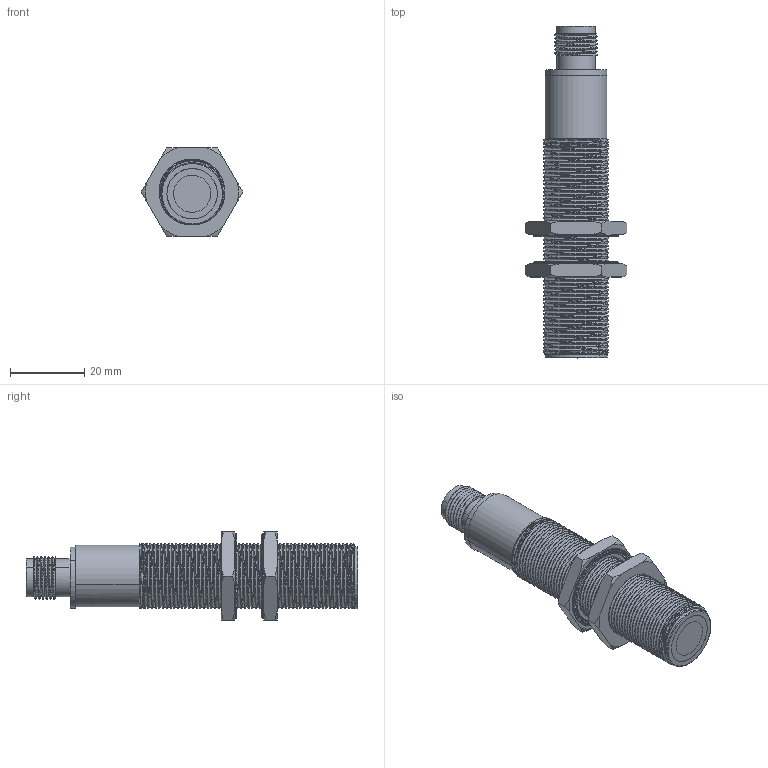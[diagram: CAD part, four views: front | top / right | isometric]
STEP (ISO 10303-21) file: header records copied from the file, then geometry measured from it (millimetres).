
FILE_DESCRIPTION (( 'STEP AP214' ), '1' );
FILE_NAME ('UKS1000-M18軞酗89 - 蹟恇58.STEP', '2024-10-29T05:10:33', ( '' ), ( '' ), 'SwSTEP 2.0', 'SolidWorks 2023', '' );
FILE_SCHEMA (( 'AUTOMOTIVE_DESIGN' ));
Length unit declared in the file: millimetre
Products named in the file (16): D18______-0.STEP; D18____ - __.STEP; D18_____1.STEP; D18_______1.STEP; D18_________1.STEP; UKS1000-M18总长89 - 螺纹58; UKS1000-M18总长89 - 螺纹58.STEP; 18____D18L75- M-______.STEP; ______.STEP; __________.STEP; D18____ - _______1.STEP; D18-200k_________1.STEP; 18______M18L4.1-M-02.STEP; D18____ - _____1.STEP; D18-4-FM________-____________.STEP; D18-PCB___1.STEP
Assembly tree (16 placements, depth 4):
  UKS1000-M18总长89 - 螺纹58
    UKS1000-M18总长89 - 螺纹58.STEP
      __________.STEP
        D18_______1.STEP
        D18-200k_________1.STEP
        D18-PCB___1.STEP
        D18______-0.STEP
        D18____ - _____1.STEP
        D18____ - _______1.STEP
        D18_____1.STEP
        D18_________1.STEP
        D18____ - __.STEP
      ______.STEP
      18______M18L4.1-M-02.STEP  x2
      18____D18L75- M-______.STEP
      D18-4-FM________-____________.STEP
Bounding box: 27.41 x 89.45 x 23.74 mm (x, y, z)
Volume: 8834.6 mm3; surface area: 19795.7 mm2
Topology: 25 solids, 25 shells, 1631 faces, 4485 edges, 2928 vertices
Faces by surface type: plane 1028, cylinder 514, torus 54, cone 23, bspline 12
Entity records: 39980 total; most frequent: CARTESIAN_POINT 15257, ORIENTED_EDGE 5580, DIRECTION 4420, EDGE_CURVE 2790, VERTEX_POINT 1821, AXIS2_PLACEMENT_3D 1505, VECTOR 1410, LINE 1410
